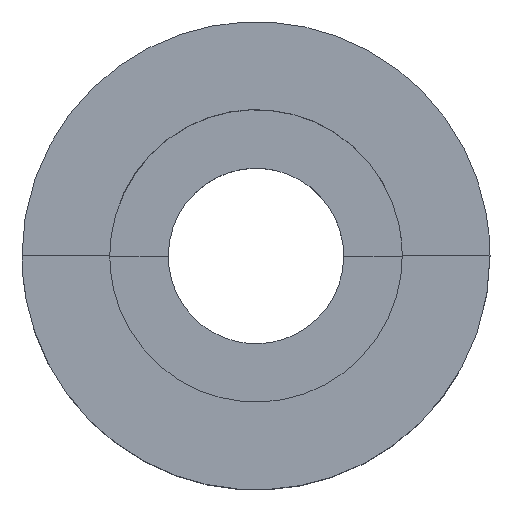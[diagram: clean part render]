
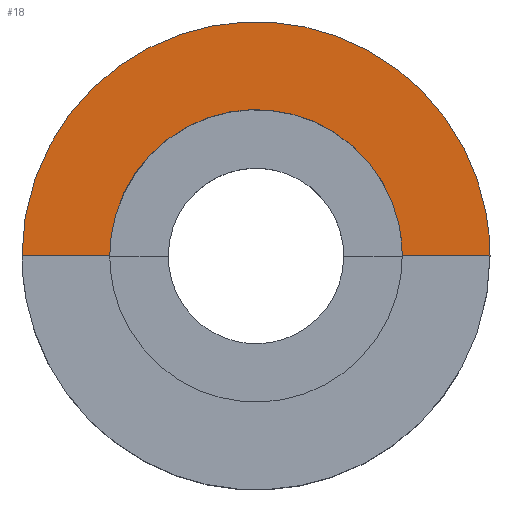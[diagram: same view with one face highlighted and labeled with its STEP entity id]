
A CAD part, top view. The second image highlights one B-rep face of the part: STEP entity #18.
In plain terms, the highlighted free-form (B-spline) face has degree [1, 2] with [2, 5] control points.
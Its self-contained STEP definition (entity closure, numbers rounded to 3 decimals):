
#18=ADVANCED_FACE('',(#34),#210,.T.);
#34=FACE_OUTER_BOUND('',#50,.T.);
#50=EDGE_LOOP('',(#75,#76,#77,#78));
#75=ORIENTED_EDGE('',*,*,#137,.F.);
#76=ORIENTED_EDGE('',*,*,#134,.T.);
#77=ORIENTED_EDGE('',*,*,#138,.T.);
#78=ORIENTED_EDGE('',*,*,#150,.F.);
#134=EDGE_CURVE('',#197,#196,#164,.T.);
#137=EDGE_CURVE('',#197,#202,#176,.T.);
#138=EDGE_CURVE('',#196,#203,#177,.T.);
#150=EDGE_CURVE('',#202,#203,#168,.T.);
#164=B_SPLINE_CURVE_WITH_KNOTS('',1,(#475,#476),.UNSPECIFIED.,.F.,.F.,(2,
2),(-2.144,0.856),.UNSPECIFIED.);
#168=B_SPLINE_CURVE_WITH_KNOTS('',1,(#543,#544),.UNSPECIFIED.,.F.,.F.,(2,
2),(-2.144,0.856),.UNSPECIFIED.);
#176=(
BOUNDED_CURVE()
B_SPLINE_CURVE(2,(#484,#485,#486,#487,#488),.UNSPECIFIED.,.F.,.F.)
B_SPLINE_CURVE_WITH_KNOTS((3,2,3),(0.,12.566,25.133),
 .UNSPECIFIED.)
CURVE()
GEOMETRIC_REPRESENTATION_ITEM()
RATIONAL_B_SPLINE_CURVE((1.,0.707,1.,0.707,1.))
REPRESENTATION_ITEM('')
);
#177=(
BOUNDED_CURVE()
B_SPLINE_CURVE(2,(#489,#490,#491,#492,#493),.UNSPECIFIED.,.F.,.F.)
B_SPLINE_CURVE_WITH_KNOTS((3,2,3),(0.,12.566,25.133),
 .UNSPECIFIED.)
CURVE()
GEOMETRIC_REPRESENTATION_ITEM()
RATIONAL_B_SPLINE_CURVE((1.,0.707,1.,0.707,1.))
REPRESENTATION_ITEM('')
);
#196=VERTEX_POINT('',#444);
#197=VERTEX_POINT('',#445);
#202=VERTEX_POINT('',#450);
#203=VERTEX_POINT('',#451);
#210=(
BOUNDED_SURFACE()
B_SPLINE_SURFACE(1,2,((#294,#295,#296,#297,#298),(#299,#300,#301,#302,#303)),
 .UNSPECIFIED.,.F.,.F.,.F.)
B_SPLINE_SURFACE_WITH_KNOTS((2,2),(3,2,3),(-2.144,0.856),
(0.,12.566,25.133),.UNSPECIFIED.)
GEOMETRIC_REPRESENTATION_ITEM()
RATIONAL_B_SPLINE_SURFACE(((1.,0.707,1.,0.707,1.),
(1.,0.707,1.,0.707,1.)))
REPRESENTATION_ITEM('')
SURFACE()
);
#294=CARTESIAN_POINT('',(-8.,0.,7.));
#295=CARTESIAN_POINT('',(-8.,8.,7.));
#296=CARTESIAN_POINT('',(0.,8.,7.));
#297=CARTESIAN_POINT('',(8.,8.,7.));
#298=CARTESIAN_POINT('',(8.,0.,7.));
#299=CARTESIAN_POINT('',(-5.,0.,7.));
#300=CARTESIAN_POINT('',(-5.,5.,7.));
#301=CARTESIAN_POINT('',(0.,5.,7.));
#302=CARTESIAN_POINT('',(5.,5.,7.));
#303=CARTESIAN_POINT('',(5.,0.,7.));
#444=CARTESIAN_POINT('',(-5.,0.,7.));
#445=CARTESIAN_POINT('',(-8.,0.,7.));
#450=CARTESIAN_POINT('',(8.,0.,7.));
#451=CARTESIAN_POINT('',(5.,0.,7.));
#475=CARTESIAN_POINT('',(-8.,0.,7.));
#476=CARTESIAN_POINT('',(-5.,0.,7.));
#484=CARTESIAN_POINT('',(-8.,0.,7.));
#485=CARTESIAN_POINT('',(-8.,8.,7.));
#486=CARTESIAN_POINT('',(0.,8.,7.));
#487=CARTESIAN_POINT('',(8.,8.,7.));
#488=CARTESIAN_POINT('',(8.,0.,7.));
#489=CARTESIAN_POINT('',(-5.,0.,7.));
#490=CARTESIAN_POINT('',(-5.,5.,7.));
#491=CARTESIAN_POINT('',(0.,5.,7.));
#492=CARTESIAN_POINT('',(5.,5.,7.));
#493=CARTESIAN_POINT('',(5.,0.,7.));
#543=CARTESIAN_POINT('',(8.,0.,7.));
#544=CARTESIAN_POINT('',(5.,0.,7.));
